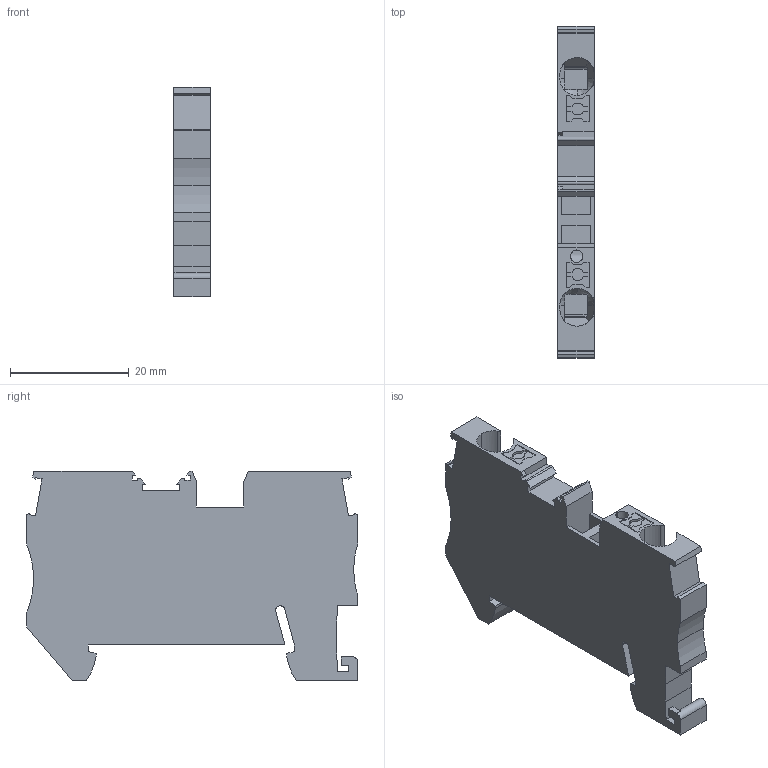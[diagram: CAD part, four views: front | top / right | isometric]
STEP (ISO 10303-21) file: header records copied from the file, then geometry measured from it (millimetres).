
FILE_DESCRIPTION(/* description */ ('Alibre Inc.'),/* implementation_level */ '2;1');
FILE_NAME(/* name */ 'export-E727493B-C9B7-4314-B861-C5F4505690D4',/* time_stamp */ '2024-12-28T17:21:24+01:00',/* author */ (''),/* organization */ (''),/* preprocessor_version */ 'ST-DEVELOPER v17',/* originating_system */ 'Alibre',/* authorisation */ '');
FILE_SCHEMA (('AUTOMOTIVE_DESIGN'));
Length unit declared in the file: millimetre
Products named in the file (1): Phoenix Contact | 3211762
Bounding box: 6.15 x 55.9 x 35.25 mm (x, y, z)
Volume: 8551.6 mm3; surface area: 5582.2 mm2
Topology: 1 solids, 1 shells, 189 faces, 542 edges, 358 vertices
Faces by surface type: plane 147, cylinder 34, cone 4, torus 4
Entity records: 7706 total; most frequent: CARTESIAN_POINT 2638, ORIENTED_EDGE 1084, DIRECTION 833, EDGE_CURVE 542, VECTOR 444, LINE 444, VERTEX_POINT 358, AXIS2_PLACEMENT_3D 270
